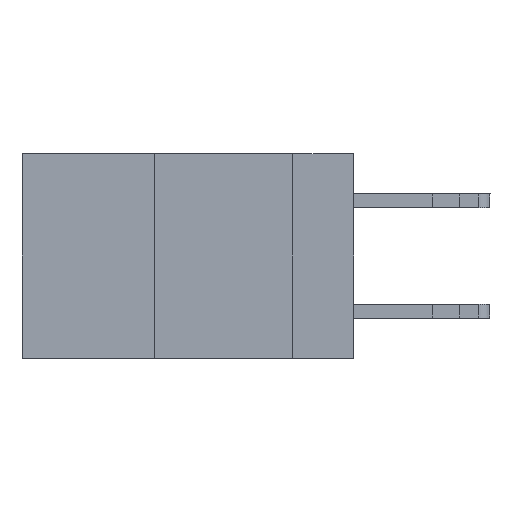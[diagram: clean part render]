
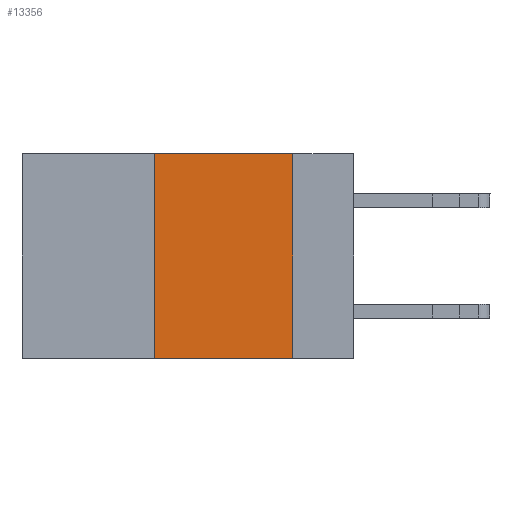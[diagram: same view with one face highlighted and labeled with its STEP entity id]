
A CAD part, left-side view. The second image highlights one B-rep face of the part: STEP entity #13356.
In plain terms, the highlighted planar face has unit normal (-1, 0, 0).
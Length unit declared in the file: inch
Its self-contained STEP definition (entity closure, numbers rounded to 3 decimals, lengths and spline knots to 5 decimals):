
#63 = FACE_OUTER_BOUND ( 'NONE', #18989, .T. ) ;
#152 = LINE ( 'NONE', #163, #18870 ) ;
#163 = CARTESIAN_POINT ( 'NONE',  ( 0., 0.11, 0. ) ) ;
#890 = DIRECTION ( 'NONE',  ( 0., -1., 0. ) ) ;
#1233 = DIRECTION ( 'NONE',  ( 0., 0., -1. ) ) ;
#2465 = VECTOR ( 'NONE', #21245, 39.37008 ) ;
#3007 = ORIENTED_EDGE ( 'NONE', *, *, #20411, .F. ) ;
#3099 = CARTESIAN_POINT ( 'NONE',  ( 0., 0.11, 0. ) ) ;
#3294 = VECTOR ( 'NONE', #12819, 39.37008 ) ;
#4057 = CARTESIAN_POINT ( 'NONE',  ( 0., 0.36, 0. ) ) ;
#4854 = VERTEX_POINT ( 'NONE', #4057 ) ;
#5155 = VERTEX_POINT ( 'NONE', #3099 ) ;
#5684 = CARTESIAN_POINT ( 'NONE',  ( 0., 0.11, -0.37 ) ) ;
#6194 = ORIENTED_EDGE ( 'NONE', *, *, #16257, .T. ) ;
#6606 = CARTESIAN_POINT ( 'NONE',  ( 0., 0.6, 0. ) ) ;
#7699 = EDGE_CURVE ( 'NONE', #5155, #7846, #152, .T. ) ;
#7846 = VERTEX_POINT ( 'NONE', #5684 ) ;
#9389 = VERTEX_POINT ( 'NONE', #18860 ) ;
#9641 = LINE ( 'NONE', #14205, #2465 ) ;
#10043 = VECTOR ( 'NONE', #890, 39.37008 ) ;
#10508 = CARTESIAN_POINT ( 'NONE',  ( 0., 0.6, 0. ) ) ;
#12819 = DIRECTION ( 'NONE',  ( 0., -1., 0. ) ) ;
#12967 = EDGE_CURVE ( 'NONE', #4854, #5155, #17926, .T. ) ;
#13356 = ADVANCED_FACE ( 'NONE', ( #63 ), #21139, .F. ) ;
#14205 = CARTESIAN_POINT ( 'NONE',  ( 0., 0.36, 0. ) ) ;
#14812 = ORIENTED_EDGE ( 'NONE', *, *, #7699, .F. ) ;
#15744 = CARTESIAN_POINT ( 'NONE',  ( 0., 0.6, -0.37 ) ) ;
#16257 = EDGE_CURVE ( 'NONE', #9389, #7846, #18624, .T. ) ;
#17926 = LINE ( 'NONE', #10508, #3294 ) ;
#18624 = LINE ( 'NONE', #15744, #10043 ) ;
#18860 = CARTESIAN_POINT ( 'NONE',  ( 0., 0.36, -0.37 ) ) ;
#18870 = VECTOR ( 'NONE', #22685, 39.37008 ) ;
#18989 = EDGE_LOOP ( 'NONE', ( #14812, #22086, #3007, #6194 ) ) ;
#19680 = DIRECTION ( 'NONE',  ( 1., 0., 0. ) ) ;
#19772 = AXIS2_PLACEMENT_3D ( 'NONE', #6606, #19680, #1233 ) ;
#20411 = EDGE_CURVE ( 'NONE', #9389, #4854, #9641, .T. ) ;
#21139 = PLANE ( 'NONE',  #19772 ) ;
#21245 = DIRECTION ( 'NONE',  ( 0., 0., 1. ) ) ;
#22086 = ORIENTED_EDGE ( 'NONE', *, *, #12967, .F. ) ;
#22685 = DIRECTION ( 'NONE',  ( 0., 0., -1. ) ) ;
